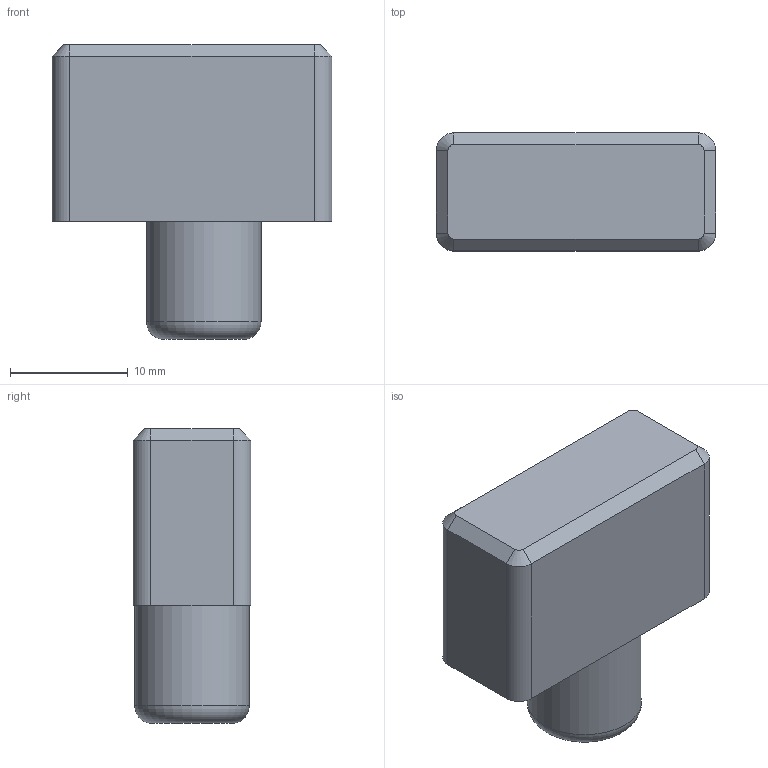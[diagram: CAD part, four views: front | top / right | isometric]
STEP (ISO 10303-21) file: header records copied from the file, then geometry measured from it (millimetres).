
FILE_DESCRIPTION(('FreeCAD Model'),'2;1');
FILE_NAME('Open CASCADE Shape Model','2025-02-08T18:40:39',('Author'),( ''),'Open CASCADE STEP processor 7.7','FreeCAD','Unknown');
FILE_SCHEMA(('AUTOMOTIVE_DESIGN { 1 0 10303 214 1 1 1 1 }'));
Length unit declared in the file: millimetre
Products named in the file (1): Bottom
Bounding box: 23.7 x 10 x 25 mm (x, y, z)
Volume: 3513.1 mm3; surface area: 2129.1 mm2
Topology: 1 solids, 1 shells, 25 faces, 54 edges, 33 vertices
Faces by surface type: plane 14, cylinder 6, cone 4, torus 1
Full cylindrical faces by diameter (mm): 9.7 x1
Entity records: 696 total; most frequent: DIRECTION 124, CARTESIAN_POINT 113, ORIENTED_EDGE 108, EDGE_CURVE 54, AXIS2_PLACEMENT_3D 44, LINE 36, VECTOR 36, VERTEX_POINT 33
